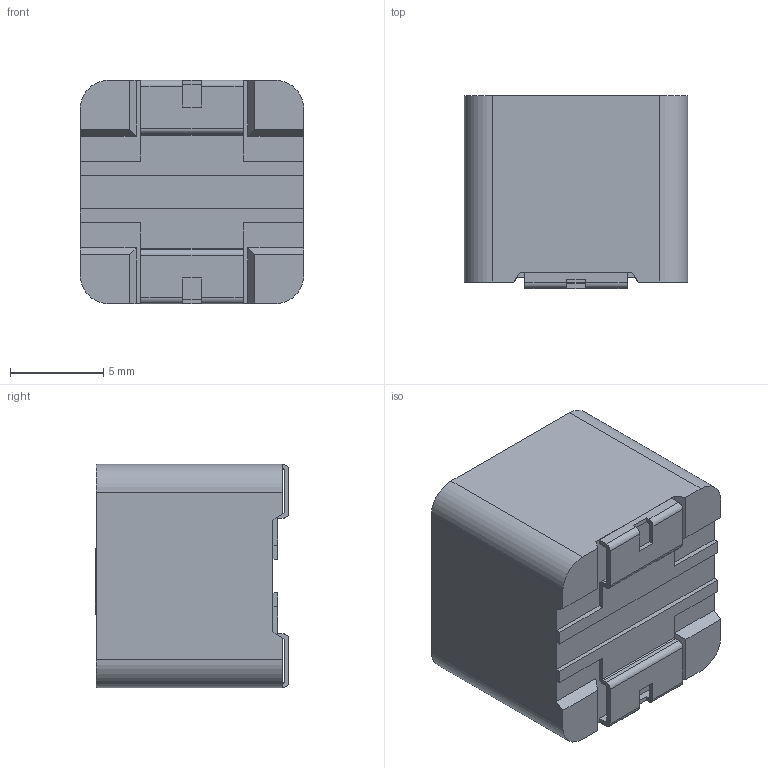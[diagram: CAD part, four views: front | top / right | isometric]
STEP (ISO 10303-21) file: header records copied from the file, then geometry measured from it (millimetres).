
FILE_DESCRIPTION (( 'STEP AP214' ), '1' );
FILE_NAME ('User Library-SRR1210_inductor.STEP', '2019-10-22T16:58:54', ( '' ), ( '' ), 'SwSTEP 2.0', 'SolidWorks 2018', '' );
FILE_SCHEMA (( 'AUTOMOTIVE_DESIGN' ));
Length unit declared in the file: millimetre
Products named in the file (3): User Library-SRR1210_inductor_SRR1210_Body_D‚faut; User Library-SRR1210_inductor_SRR1210_Pads_D‚faut; User Library-SRR1210_inductor
Assembly tree (2 placements, depth 2):
  User Library-SRR1210_inductor
    User Library-SRR1210_inductor_SRR1210_Body_D‚faut
    User Library-SRR1210_inductor_SRR1210_Pads_D‚faut
Bounding box: 12 x 10.4 x 12 mm (x, y, z)
Volume: 1379.2 mm3; surface area: 908.4 mm2
Topology: 3 solids, 3 shells, 123 faces, 343 edges, 228 vertices
Faces by surface type: plane 74, cylinder 22, bspline 14, torus 13
Entity records: 5889 total; most frequent: CARTESIAN_POINT 1585, ORIENTED_EDGE 686, DIRECTION 608, EDGE_CURVE 343, LINE 234, VECTOR 234, VERTEX_POINT 228, AXIS2_PLACEMENT_3D 187
